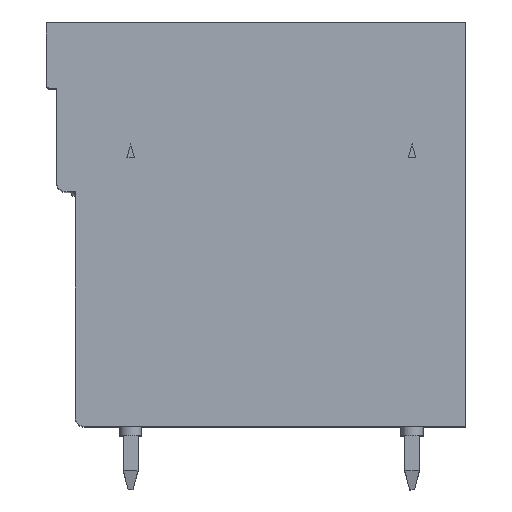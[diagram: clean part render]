
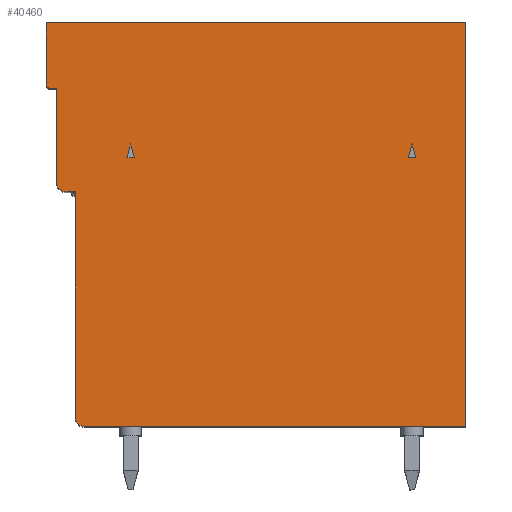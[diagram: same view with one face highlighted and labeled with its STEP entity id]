
A CAD part, top view. The second image highlights one B-rep face of the part: STEP entity #40460.
In plain terms, the highlighted planar face has unit normal (0, 0, 1).
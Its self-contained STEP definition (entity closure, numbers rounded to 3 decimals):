
#2780=CARTESIAN_POINT('',(-18.807,0.
   ,2.6));
#2790=DIRECTION('',(0.,1.,
   0.));
#2800=VECTOR('',#2790,1.);
#2810=LINE('',#2780,#2800);
#2820=CARTESIAN_POINT('',(-18.807,69.144
   ,2.6));
#2830=VERTEX_POINT('',#2820);
#2840=CARTESIAN_POINT('',(-18.807,69.546
   ,2.6));
#2850=VERTEX_POINT('',#2840);
#2860=EDGE_CURVE('',#2830,#2850,#2810,.T.);
#3250=CARTESIAN_POINT('',(0.,74.184,
   2.6));
#3260=DIRECTION('',(-0.966,-0.259,
   0.));
#3270=VECTOR('',#3260,1.);
#3280=LINE('',#3250,#3270);
#3290=CARTESIAN_POINT('',(-18.057,69.345
   ,2.6));
#3300=VERTEX_POINT('',#3290);
#3310=EDGE_CURVE('',#3300,#2830,#3280,.T.);
#3630=CARTESIAN_POINT('',(0.,64.507,
   2.6));
#3640=DIRECTION('',(0.966,-0.259,
   0.));
#3650=VECTOR('',#3640,1.);
#3660=LINE('',#3630,#3650);
#3670=EDGE_CURVE('',#2850,#3300,#3660,.T.);
#4100=CARTESIAN_POINT('',(0.,58.944,
   2.6));
#4110=DIRECTION('',(-0.966,-0.259,
   0.));
#4120=VECTOR('',#4110,1.);
#4130=LINE('',#4100,#4120);
#4140=CARTESIAN_POINT('',(-18.057,54.105
   ,2.6));
#4150=VERTEX_POINT('',#4140);
#4160=CARTESIAN_POINT('',(-18.807,53.904
   ,2.6));
#4170=VERTEX_POINT('',#4160);
#4180=EDGE_CURVE('',#4150,#4170,#4130,.T.);
#4570=CARTESIAN_POINT('',(0.,49.267,
   2.6));
#4580=DIRECTION('',(0.966,-0.259,
   0.));
#4590=VECTOR('',#4580,1.);
#4600=LINE('',#4570,#4590);
#4610=CARTESIAN_POINT('',(-18.807,54.306
   ,2.6));
#4620=VERTEX_POINT('',#4610);
#4630=EDGE_CURVE('',#4620,#4150,#4600,.T.);
#4950=CARTESIAN_POINT('',(-18.807,0.
   ,2.6));
#4960=DIRECTION('',(0.,1.,
   0.));
#4970=VECTOR('',#4960,1.);
#4980=LINE('',#4950,#4970);
#4990=EDGE_CURVE('',#4170,#4620,#4980,.T.);
#38480=CARTESIAN_POINT('',(-32.857,
   71.845,2.6));
#38490=DIRECTION('',(0.,0.,
   1.));
#38500=DIRECTION('',(1.,0.,
   0.));
#38510=AXIS2_PLACEMENT_3D('',#38480,#38490,#38500);
#38520=CIRCLE('',#38510,0.5);
#38530=CARTESIAN_POINT('',(-32.857,
   72.345,2.6));
#38540=VERTEX_POINT('',#38530);
#38550=CARTESIAN_POINT('',(-33.357,
   71.845,2.6));
#38560=VERTEX_POINT('',#38550);
#38570=EDGE_CURVE('',#38540,#38560,#38520,.T.);
#39390=CARTESIAN_POINT('',(12.7,0.
   ,2.6));
#39400=DIRECTION('',(0.,0.,
   1.));
#39410=DIRECTION('',(1.,0.,
   0.));
#39420=AXIS2_PLACEMENT_3D('',#39390,#39400,#39410);
#39430=PLANE('',#39420);
#39440=CARTESIAN_POINT('',(-15.057,
   0.,2.6));
#39450=DIRECTION('',(0.,1.,
   0.));
#39460=VECTOR('',#39450,1.);
#39470=LINE('',#39440,#39460);
#39480=CARTESIAN_POINT('',(-15.057,
   73.345,2.6));
#39490=VERTEX_POINT('',#39480);
#39500=CARTESIAN_POINT('',(-15.057,
   73.705,2.6));
#39510=VERTEX_POINT('',#39500);
#39520=EDGE_CURVE('',#39490,#39510,#39470,.T.);
#39530=ORIENTED_EDGE('',*,*,#39520,.F.);
#39540=CARTESIAN_POINT('',(-14.857,
   73.705,2.6));
#39550=DIRECTION('',(0.,0.,
   1.));
#39560=DIRECTION('',(1.,0.,
   0.));
#39570=AXIS2_PLACEMENT_3D('',#39540,#39550,#39560);
#39580=CIRCLE('',#39570,0.2);
#39590=CARTESIAN_POINT('',(-14.857,
   73.905,2.6));
#39600=VERTEX_POINT('',#39590);
#39610=EDGE_CURVE('',#39600,#39510,#39580,.T.);
#39620=ORIENTED_EDGE('',*,*,#39610,.T.);
#39630=CARTESIAN_POINT('',(0.,73.905
   ,2.6));
#39640=DIRECTION('',(1.,0.,
   0.));
#39650=VECTOR('',#39640,1.);
#39660=LINE('',#39630,#39650);
#39670=CARTESIAN_POINT('',(-11.557,
   73.905,2.6));
#39680=VERTEX_POINT('',#39670);
#39690=EDGE_CURVE('',#39600,#39680,#39660,.T.);
#39700=ORIENTED_EDGE('',*,*,#39690,.F.);
#39710=CARTESIAN_POINT('',(-11.557,
   73.805,2.6));
#39720=DIRECTION('',(0.,0.,
   1.));
#39730=DIRECTION('',(1.,0.,
   0.));
#39740=AXIS2_PLACEMENT_3D('',#39710,#39720,#39730);
#39750=CIRCLE('',#39740,0.1);
#39760=CARTESIAN_POINT('',(-11.457,
   73.805,2.6));
#39770=VERTEX_POINT('',#39760);
#39780=EDGE_CURVE('',#39770,#39680,#39750,.T.);
#39790=ORIENTED_EDGE('',*,*,#39780,.T.);
#39800=CARTESIAN_POINT('',(-11.457,
   0.,2.6));
#39810=DIRECTION('',(0.,-1.,
   0.));
#39820=VECTOR('',#39810,1.);
#39830=LINE('',#39800,#39820);
#39840=CARTESIAN_POINT('',(-11.457,
   51.205,2.6));
#39850=VERTEX_POINT('',#39840);
#39860=EDGE_CURVE('',#39770,#39850,#39830,.T.);
#39870=ORIENTED_EDGE('',*,*,#39860,.F.);
#39880=CARTESIAN_POINT('',(0.,51.205
   ,2.6));
#39890=DIRECTION('',(1.,0.,
   0.));
#39900=VECTOR('',#39890,1.);
#39910=LINE('',#39880,#39900);
#39920=CARTESIAN_POINT('',(-33.357,
   51.205,2.6));
#39930=VERTEX_POINT('',#39920);
#39940=EDGE_CURVE('',#39930,#39850,#39910,.T.);
#39950=ORIENTED_EDGE('',*,*,#39940,.T.);
#39960=CARTESIAN_POINT('',(-33.357,
   0.,2.6));
#39970=DIRECTION('',(0.,1.,
   0.));
#39980=VECTOR('',#39970,1.);
#39990=LINE('',#39960,#39980);
#40000=EDGE_CURVE('',#39930,#38560,#39990,.T.);
#40010=ORIENTED_EDGE('',*,*,#40000,.F.);
#40020=ORIENTED_EDGE('',*,*,#38570,.T.);
#40030=CARTESIAN_POINT('',(0.,72.345
   ,2.6));
#40040=DIRECTION('',(1.,0.,
   0.));
#40050=VECTOR('',#40040,1.);
#40060=LINE('',#40030,#40050);
#40070=CARTESIAN_POINT('',(-20.657,
   72.345,2.6));
#40080=VERTEX_POINT('',#40070);
#40090=EDGE_CURVE('',#38540,#40080,#40060,.T.);
#40100=ORIENTED_EDGE('',*,*,#40090,.F.);
#40110=CARTESIAN_POINT('',(-20.657,
   0.,2.6));
#40120=DIRECTION('',(0.,1.,
   0.));
#40130=VECTOR('',#40120,1.);
#40140=LINE('',#40110,#40130);
#40150=CARTESIAN_POINT('',(-20.657,
   72.845,2.6));
#40160=VERTEX_POINT('',#40150);
#40170=EDGE_CURVE('',#40080,#40160,#40140,.T.);
#40180=ORIENTED_EDGE('',*,*,#40170,.F.);
#40190=CARTESIAN_POINT('',(-20.157,
   72.845,2.6));
#40200=DIRECTION('',(0.,0.,
   -1.));
#40210=DIRECTION('',(-1.,0.,
   0.));
#40220=AXIS2_PLACEMENT_3D('',#40190,#40200,#40210);
#40230=CIRCLE('',#40220,0.5);
#40240=CARTESIAN_POINT('',(-20.157,
   73.345,2.6));
#40250=VERTEX_POINT('',#40240);
#40260=EDGE_CURVE('',#40160,#40250,#40230,.T.);
#40270=ORIENTED_EDGE('',*,*,#40260,.F.);
#40280=CARTESIAN_POINT('',(0.,73.345
   ,2.6));
#40290=DIRECTION('',(1.,0.,
   0.));
#40300=VECTOR('',#40290,1.);
#40310=LINE('',#40280,#40300);
#40320=EDGE_CURVE('',#40250,#39490,#40310,.T.);
#40330=ORIENTED_EDGE('',*,*,#40320,.F.);
#40340=EDGE_LOOP('',(#40330,#40270,#40180,#40100,#40020,#40010,#39950,
   #39870,#39790,#39700,#39620,#39530));
#40350=FACE_OUTER_BOUND('',#40340,.T.);
#40360=ORIENTED_EDGE('',*,*,#3310,.T.);
#40370=ORIENTED_EDGE('',*,*,#3670,.T.);
#40380=ORIENTED_EDGE('',*,*,#2860,.T.);
#40390=EDGE_LOOP('',(#40380,#40370,#40360));
#40400=FACE_BOUND('',#40390,.T.);
#40410=ORIENTED_EDGE('',*,*,#4630,.T.);
#40420=ORIENTED_EDGE('',*,*,#4990,.T.);
#40430=ORIENTED_EDGE('',*,*,#4180,.T.);
#40440=EDGE_LOOP('',(#40430,#40420,#40410));
#40450=FACE_BOUND('',#40440,.T.);
#40460=ADVANCED_FACE('',(#40350,#40400,#40450),#39430,.T.);
